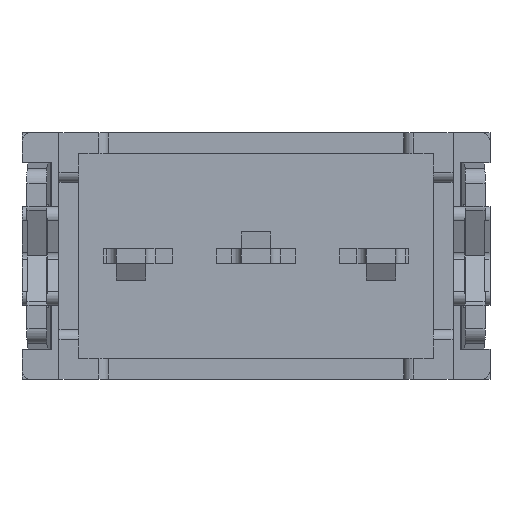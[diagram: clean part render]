
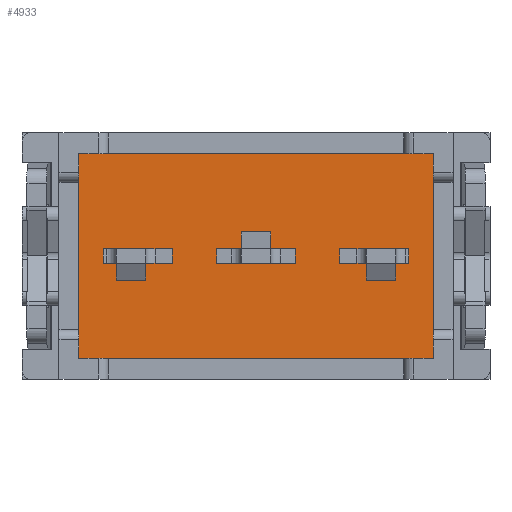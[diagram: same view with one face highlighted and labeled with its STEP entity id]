
A CAD part, front view. The second image highlights one B-rep face of the part: STEP entity #4933.
In plain terms, the highlighted planar face has unit normal (0, -1, 0).
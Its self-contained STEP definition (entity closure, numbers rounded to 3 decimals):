
#886=ORIENTED_EDGE('',*,*,#1677,.F.);
#887=ORIENTED_EDGE('',*,*,#1683,.F.);
#888=ORIENTED_EDGE('',*,*,#1680,.T.);
#889=ORIENTED_EDGE('',*,*,#1682,.T.);
#1677=EDGE_CURVE('',#2135,#2136,#2570,.T.);
#1680=EDGE_CURVE('',#2138,#2137,#2573,.T.);
#1682=EDGE_CURVE('',#2137,#2136,#2575,.T.);
#1683=EDGE_CURVE('',#2138,#2135,#2576,.T.);
#2135=VERTEX_POINT('',#7139);
#2136=VERTEX_POINT('',#7141);
#2137=VERTEX_POINT('',#7145);
#2138=VERTEX_POINT('',#7147);
#2570=LINE('',#7140,#3061);
#2573=LINE('',#7146,#3064);
#2575=LINE('',#7150,#3066);
#2576=LINE('',#7152,#3067);
#3061=VECTOR('',#5993,1000.);
#3064=VECTOR('',#5998,1000.);
#3066=VECTOR('',#6002,1000.);
#3067=VECTOR('',#6005,1000.);
#3385=EDGE_LOOP('',(#886,#887,#888,#889));
#3600=FACE_BOUND('',#3385,.T.);
#3780=PLANE('',#5225);
#4933=ADVANCED_FACE('',(#3600),#3780,.T.);
#5225=AXIS2_PLACEMENT_3D('',#7153,#6006,#6007);
#5993=DIRECTION('',(-1.,0.,0.));
#5998=DIRECTION('',(-1.,0.,0.));
#6002=DIRECTION('',(0.,0.,-1.));
#6005=DIRECTION('',(0.,0.,-1.));
#6006=DIRECTION('',(0.,-1.,0.));
#6007=DIRECTION('',(0.,0.,-1.));
#7139=CARTESIAN_POINT('',(3.6,-7.,-2.08));
#7140=CARTESIAN_POINT('',(3.6,-7.,-2.08));
#7141=CARTESIAN_POINT('',(-3.6,-7.,-2.08));
#7145=CARTESIAN_POINT('',(-3.6,-7.,2.08));
#7146=CARTESIAN_POINT('',(3.6,-7.,2.08));
#7147=CARTESIAN_POINT('',(3.6,-7.,2.08));
#7150=CARTESIAN_POINT('',(-3.6,-7.,2.08));
#7152=CARTESIAN_POINT('',(3.6,-7.,2.08));
#7153=CARTESIAN_POINT('',(3.6,-7.,2.08));
